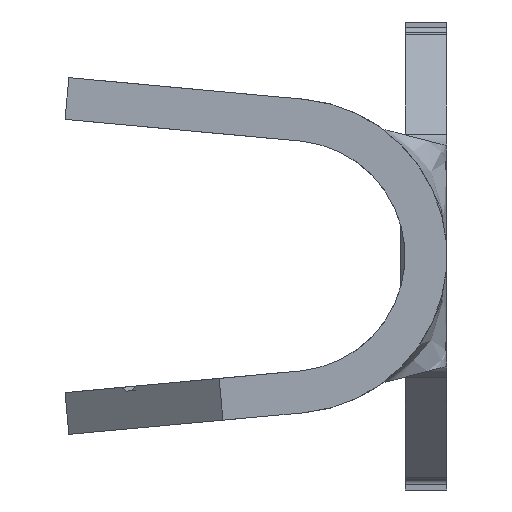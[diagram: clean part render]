
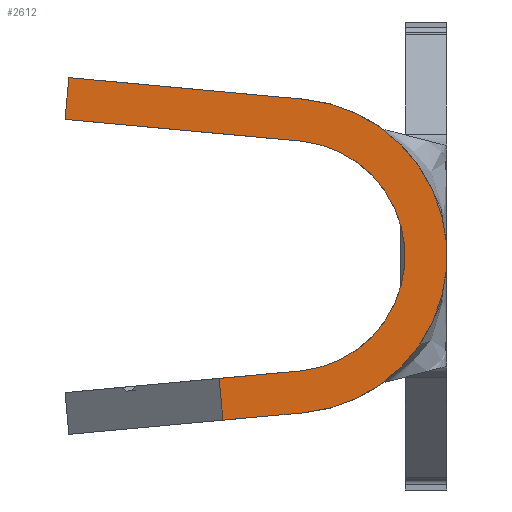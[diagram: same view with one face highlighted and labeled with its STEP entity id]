
A CAD part, left-side view. The second image highlights one B-rep face of the part: STEP entity #2612.
In plain terms, the highlighted planar face has unit normal (-1, 0, 0).
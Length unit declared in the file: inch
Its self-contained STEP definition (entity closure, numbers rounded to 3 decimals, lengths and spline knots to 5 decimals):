
#53 = EDGE_CURVE ( 'NONE', #4742, #1393, #1140, .T. ) ;
#143 = ORIENTED_EDGE ( 'NONE', *, *, #53, .F. ) ;
#207 = CARTESIAN_POINT ( 'NONE',  ( -0.74, 0.15, 0. ) ) ;
#255 = DIRECTION ( 'NONE',  ( 0., 0.996, -0.092 ) ) ;
#270 = VECTOR ( 'NONE', #4021, 39.37008 ) ;
#290 = VERTEX_POINT ( 'NONE', #5040 ) ;
#408 = VECTOR ( 'NONE', #5794, 39.37008 ) ;
#470 = EDGE_CURVE ( 'NONE', #6446, #4742, #4727, .T. ) ;
#565 = LINE ( 'NONE', #2287, #408 ) ;
#718 = DIRECTION ( 'NONE',  ( 0., 0., -1. ) ) ;
#728 = VECTOR ( 'NONE', #4710, 39.37008 ) ;
#869 = CARTESIAN_POINT ( 'NONE',  ( -0.74, 0.13991, 0.10954 ) ) ;
#909 = ORIENTED_EDGE ( 'NONE', *, *, #5981, .F. ) ;
#965 = EDGE_LOOP ( 'NONE', ( #2463, #6441, #2957, #909, #2354, #4126, #1344, #143 ) ) ;
#994 = LINE ( 'NONE', #5797, #4999 ) ;
#1014 = CARTESIAN_POINT ( 'NONE',  ( -0.74, 0.21714, -0.11665 ) ) ;
#1024 = EDGE_CURVE ( 'NONE', #1393, #5112, #6376, .T. ) ;
#1140 = CIRCLE ( 'NONE', #3210, 0.11 ) ;
#1176 = DIRECTION ( 'NONE',  ( 0., -0.996, -0.092 ) ) ;
#1344 = ORIENTED_EDGE ( 'NONE', *, *, #1024, .F. ) ;
#1393 = VERTEX_POINT ( 'NONE', #1727 ) ;
#1520 = VECTOR ( 'NONE', #1176, 39.37008 ) ;
#1666 = LINE ( 'NONE', #3169, #1520 ) ;
#1695 = CARTESIAN_POINT ( 'NONE',  ( -0.74, 0.21348, -0.15648 ) ) ;
#1725 = CARTESIAN_POINT ( 'NONE',  ( -0.74, 0.13991, -0.10954 ) ) ;
#1727 = CARTESIAN_POINT ( 'NONE',  ( -0.74, 0.13991, 0.10954 ) ) ;
#1782 = CARTESIAN_POINT ( 'NONE',  ( -0.74, 0.21714, -0.11665 ) ) ;
#2121 = CARTESIAN_POINT ( 'NONE',  ( -0.74, 0.36033, 0.17 ) ) ;
#2287 = CARTESIAN_POINT ( 'NONE',  ( -0.74, 0.364, 0.13017 ) ) ;
#2341 = EDGE_CURVE ( 'NONE', #5112, #3617, #565, .T. ) ;
#2353 = DIRECTION ( 'NONE',  ( 1., 0., 0. ) ) ;
#2354 = ORIENTED_EDGE ( 'NONE', *, *, #2660, .F. ) ;
#2463 = ORIENTED_EDGE ( 'NONE', *, *, #470, .F. ) ;
#2497 = CARTESIAN_POINT ( 'NONE',  ( -0.74, 0.13625, -0.14937 ) ) ;
#2612 = ADVANCED_FACE ( 'NONE', ( #5677 ), #2648, .F. ) ;
#2648 = PLANE ( 'NONE',  #4343 ) ;
#2660 = EDGE_CURVE ( 'NONE', #3617, #290, #1666, .T. ) ;
#2682 = VERTEX_POINT ( 'NONE', #1695 ) ;
#2957 = ORIENTED_EDGE ( 'NONE', *, *, #4098, .F. ) ;
#3150 = DIRECTION ( 'NONE',  ( 0., 0., -1. ) ) ;
#3169 = CARTESIAN_POINT ( 'NONE',  ( -0.74, 0.13625, 0.14937 ) ) ;
#3210 = AXIS2_PLACEMENT_3D ( 'NONE', #207, #3738, #718 ) ;
#3351 = EDGE_CURVE ( 'NONE', #6446, #2682, #4280, .T. ) ;
#3513 = CARTESIAN_POINT ( 'NONE',  ( -0.74, 0.13991, -0.10954 ) ) ;
#3617 = VERTEX_POINT ( 'NONE', #2121 ) ;
#3718 = VECTOR ( 'NONE', #3881, 39.37008 ) ;
#3738 = DIRECTION ( 'NONE',  ( -1., 0., 0. ) ) ;
#3881 = DIRECTION ( 'NONE',  ( 0., 0.996, 0.092 ) ) ;
#4021 = DIRECTION ( 'NONE',  ( 0., -0.092, -0.996 ) ) ;
#4098 = EDGE_CURVE ( 'NONE', #5008, #2682, #994, .T. ) ;
#4126 = ORIENTED_EDGE ( 'NONE', *, *, #2341, .F. ) ;
#4280 = LINE ( 'NONE', #1014, #270 ) ;
#4343 = AXIS2_PLACEMENT_3D ( 'NONE', #5633, #6140, #3150 ) ;
#4710 = DIRECTION ( 'NONE',  ( 0., -0.996, 0.092 ) ) ;
#4727 = LINE ( 'NONE', #1725, #728 ) ;
#4742 = VERTEX_POINT ( 'NONE', #3513 ) ;
#4999 = VECTOR ( 'NONE', #255, 39.37008 ) ;
#5008 = VERTEX_POINT ( 'NONE', #2497 ) ;
#5040 = CARTESIAN_POINT ( 'NONE',  ( -0.74, 0.13625, 0.14937 ) ) ;
#5112 = VERTEX_POINT ( 'NONE', #6042 ) ;
#5354 = CARTESIAN_POINT ( 'NONE',  ( -0.74, 0.15, 0. ) ) ;
#5633 = CARTESIAN_POINT ( 'NONE',  ( -0.74, 0.15, 0. ) ) ;
#5677 = FACE_OUTER_BOUND ( 'NONE', #965, .T. ) ;
#5698 = CIRCLE ( 'NONE', #6010, 0.15 ) ;
#5794 = DIRECTION ( 'NONE',  ( 0., -0.092, 0.996 ) ) ;
#5797 = CARTESIAN_POINT ( 'NONE',  ( -0.74, 0.13625, -0.14937 ) ) ;
#5847 = DIRECTION ( 'NONE',  ( 0., 0., -1. ) ) ;
#5981 = EDGE_CURVE ( 'NONE', #290, #5008, #5698, .T. ) ;
#6010 = AXIS2_PLACEMENT_3D ( 'NONE', #5354, #2353, #5847 ) ;
#6042 = CARTESIAN_POINT ( 'NONE',  ( -0.74, 0.364, 0.13017 ) ) ;
#6140 = DIRECTION ( 'NONE',  ( 1., 0., 0. ) ) ;
#6376 = LINE ( 'NONE', #869, #3718 ) ;
#6441 = ORIENTED_EDGE ( 'NONE', *, *, #3351, .T. ) ;
#6446 = VERTEX_POINT ( 'NONE', #1782 ) ;
